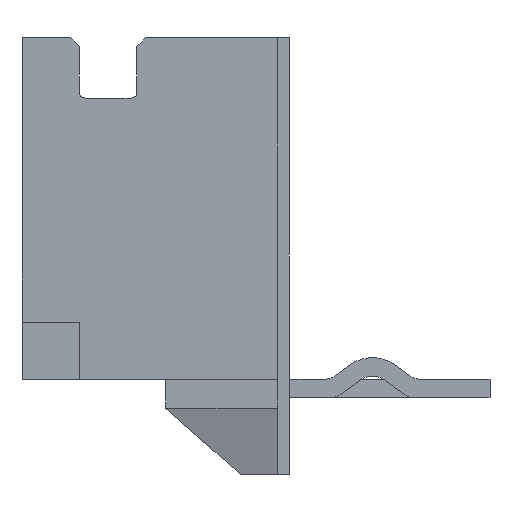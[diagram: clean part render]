
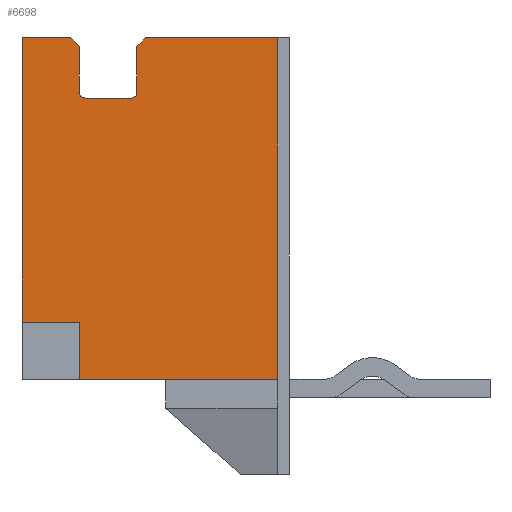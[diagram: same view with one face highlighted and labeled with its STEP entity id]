
A CAD part, left-side view. The second image highlights one B-rep face of the part: STEP entity #6698.
In plain terms, the highlighted planar face has unit normal (-1, 0, 0).
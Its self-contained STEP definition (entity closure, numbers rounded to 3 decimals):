
#255=DIRECTION('',(0.,0.707,-0.707));
#256=VECTOR('',#255,0.212);
#257=CARTESIAN_POINT('',(-6.,0.175,3.8));
#258=LINE('',#257,#256);
#263=DIRECTION('',(0.,-1.,0.));
#264=VECTOR('',#263,0.85);
#265=CARTESIAN_POINT('',(-6.,2.325,3.8));
#266=LINE('',#265,#264);
#283=DIRECTION('',(0.,-1.,0.));
#284=VECTOR('',#283,2.3);
#285=CARTESIAN_POINT('',(-6.,0.175,3.8));
#286=LINE('',#285,#284);
#387=DIRECTION('',(0.,-0.707,-0.707));
#388=VECTOR('',#387,0.212);
#389=CARTESIAN_POINT('',(-6.,1.475,3.8));
#390=LINE('',#389,#388);
#1805=DIRECTION('',(0.,0.,1.));
#1806=VECTOR('',#1805,1.);
#1807=CARTESIAN_POINT('',(-6.,1.325,-2.15));
#1808=LINE('',#1807,#1806);
#1809=DIRECTION('',(0.,-1.,0.));
#1810=VECTOR('',#1809,1.);
#1811=CARTESIAN_POINT('',(-6.,2.325,-1.15));
#1812=LINE('',#1811,#1810);
#1813=DIRECTION('',(0.,0.,1.));
#1814=VECTOR('',#1813,4.95);
#1815=CARTESIAN_POINT('',(-6.,2.325,-1.15));
#1816=LINE('',#1815,#1814);
#1817=DIRECTION('',(0.,0.,-1.));
#1818=VECTOR('',#1817,0.8);
#1819=CARTESIAN_POINT('',(-6.,1.325,3.65));
#1820=LINE('',#1819,#1818);
#1821=CARTESIAN_POINT('',(-6.,1.225,2.85));
#1822=DIRECTION('',(1.,0.,0.));
#1823=DIRECTION('',(0.,0.,-1.));
#1824=AXIS2_PLACEMENT_3D('',#1821,#1822,#1823);
#1826=DIRECTION('',(0.,1.,0.));
#1827=VECTOR('',#1826,0.8);
#1828=CARTESIAN_POINT('',(-6.,0.425,2.75));
#1829=LINE('',#1828,#1827);
#1830=CARTESIAN_POINT('',(-6.,0.425,2.85));
#1831=DIRECTION('',(1.,0.,0.));
#1832=DIRECTION('',(0.,-1.,0.));
#1833=AXIS2_PLACEMENT_3D('',#1830,#1831,#1832);
#1835=DIRECTION('',(0.,0.,-1.));
#1836=VECTOR('',#1835,0.8);
#1837=CARTESIAN_POINT('',(-6.,0.325,3.65));
#1838=LINE('',#1837,#1836);
#1839=DIRECTION('',(0.,0.,1.));
#1840=VECTOR('',#1839,5.95);
#1841=CARTESIAN_POINT('',(-6.,-2.125,-2.15));
#1842=LINE('',#1841,#1840);
#1855=DIRECTION('',(0.,-1.,0.));
#1856=VECTOR('',#1855,3.45);
#1857=CARTESIAN_POINT('',(-6.,1.325,-2.15));
#1858=LINE('',#1857,#1856);
#3146=CARTESIAN_POINT('',(-6.,2.325,3.8));
#3148=VERTEX_POINT('',#3146);
#3153=CARTESIAN_POINT('',(-6.,0.325,2.85));
#3154=CARTESIAN_POINT('',(-6.,0.425,2.75));
#3155=VERTEX_POINT('',#3153);
#3156=VERTEX_POINT('',#3154);
#3157=CARTESIAN_POINT('',(-6.,1.225,2.75));
#3158=VERTEX_POINT('',#3157);
#3159=CARTESIAN_POINT('',(-6.,1.325,2.85));
#3160=VERTEX_POINT('',#3159);
#3193=CARTESIAN_POINT('',(-6.,1.475,3.8));
#3194=VERTEX_POINT('',#3193);
#3195=CARTESIAN_POINT('',(-6.,1.325,3.65));
#3196=VERTEX_POINT('',#3195);
#3209=CARTESIAN_POINT('',(-6.,0.175,3.8));
#3211=VERTEX_POINT('',#3209);
#3213=CARTESIAN_POINT('',(-6.,0.325,3.65));
#3215=VERTEX_POINT('',#3213);
#3649=CARTESIAN_POINT('',(-6.,-2.125,3.8));
#3650=VERTEX_POINT('',#3649);
#3905=CARTESIAN_POINT('',(-6.,1.325,-2.15));
#3906=CARTESIAN_POINT('',(-6.,1.325,-1.15));
#3907=VERTEX_POINT('',#3905);
#3908=VERTEX_POINT('',#3906);
#3909=CARTESIAN_POINT('',(-6.,2.325,-1.15));
#3910=VERTEX_POINT('',#3909);
#3917=CARTESIAN_POINT('',(-6.,-2.125,-2.15));
#3918=VERTEX_POINT('',#3917);
#6670=CARTESIAN_POINT('',(-6.,2.325,-3.8));
#6671=DIRECTION('',(-1.,0.,0.));
#6672=DIRECTION('',(0.,-1.,0.));
#6673=AXIS2_PLACEMENT_3D('',#6670,#6671,#6672);
#6674=PLANE('',#6673);
#6676=ORIENTED_EDGE('',*,*,#6675,.T.);
#6678=ORIENTED_EDGE('',*,*,#6677,.F.);
#6680=ORIENTED_EDGE('',*,*,#6679,.T.);
#6681=ORIENTED_EDGE('',*,*,#4422,.T.);
#6682=ORIENTED_EDGE('',*,*,#4526,.T.);
#6683=ORIENTED_EDGE('',*,*,#4624,.T.);
#6684=ORIENTED_EDGE('',*,*,#6648,.F.);
#6686=ORIENTED_EDGE('',*,*,#6685,.F.);
#6688=ORIENTED_EDGE('',*,*,#6687,.F.);
#6689=ORIENTED_EDGE('',*,*,#4376,.F.);
#6690=ORIENTED_EDGE('',*,*,#4407,.F.);
#6691=ORIENTED_EDGE('',*,*,#4451,.T.);
#6693=ORIENTED_EDGE('',*,*,#6692,.F.);
#6695=ORIENTED_EDGE('',*,*,#6694,.F.);
#6696=EDGE_LOOP('',(#6676,#6678,#6680,#6681,#6682,#6683,#6684,#6686,#6688,#6689,
#6690,#6691,#6693,#6695));
#6697=FACE_OUTER_BOUND('',#6696,.F.);
#6698=ADVANCED_FACE('',(#6697),#6674,.T.);
#1825=CIRCLE('',#1824,0.1);
#1834=CIRCLE('',#1833,0.1);
#4376=EDGE_CURVE('',#3215,#3155,#1838,.T.);
#4407=EDGE_CURVE('',#3211,#3215,#258,.T.);
#4422=EDGE_CURVE('',#3148,#3194,#266,.T.);
#4451=EDGE_CURVE('',#3211,#3650,#286,.T.);
#4526=EDGE_CURVE('',#3194,#3196,#390,.T.);
#4624=EDGE_CURVE('',#3196,#3160,#1820,.T.);
#6648=EDGE_CURVE('',#3158,#3160,#1825,.T.);
#6675=EDGE_CURVE('',#3907,#3908,#1808,.T.);
#6677=EDGE_CURVE('',#3910,#3908,#1812,.T.);
#6679=EDGE_CURVE('',#3910,#3148,#1816,.T.);
#6685=EDGE_CURVE('',#3156,#3158,#1829,.T.);
#6687=EDGE_CURVE('',#3155,#3156,#1834,.T.);
#6692=EDGE_CURVE('',#3918,#3650,#1842,.T.);
#6694=EDGE_CURVE('',#3907,#3918,#1858,.T.);
